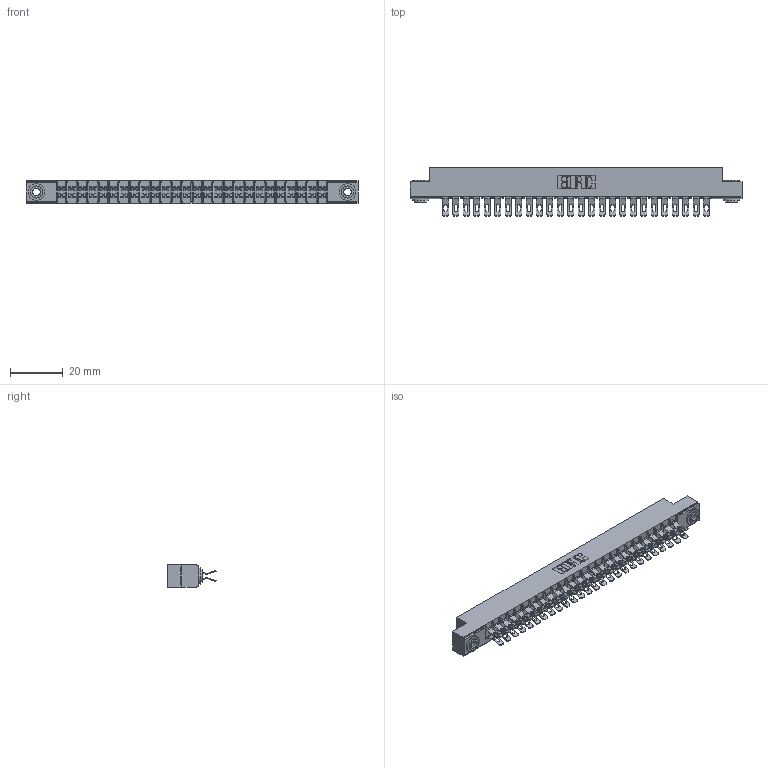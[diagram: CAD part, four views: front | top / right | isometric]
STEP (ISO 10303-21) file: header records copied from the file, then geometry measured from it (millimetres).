
FILE_DESCRIPTION (( 'STEP AP203' ), '1' );
FILE_NAME ('355-052-555-503.STEP', '2019-09-11T16:36:25', ( '' ), ( '' ), 'SwSTEP 2.0', 'SolidWorks 2016', '' );
FILE_SCHEMA (( 'CONFIG_CONTROL_DESIGN' ));
Length unit declared in the file: inch
Products named in the file (4): 345-250-002_345-250-002-102; 355-052-555-503; 305 Part_.156 Dia; 305-290-001_555
Assembly tree (55 placements, depth 2):
  355-052-555-503
    305 Part_.156 Dia
    305-290-001_555  x52
    345-250-002_345-250-002-102  x2
Bounding box: 126.03 x 18.41 x 8.71 mm (x, y, z)
Volume: 7691.7 mm3; surface area: 16693.9 mm2
Topology: 55 solids, 55 shells, 3600 faces, 10698 edges, 6988 vertices
Faces by surface type: plane 1756, cylinder 1732, sphere 104, cone 8
Entity records: 31788 total; most frequent: CARTESIAN_POINT 5259, ORIENTED_EDGE 5200, DIRECTION 5110, EDGE_CURVE 2600, LINE 2056, VECTOR 2056, VERTEX_POINT 1660, AXIS2_PLACEMENT_3D 1527
